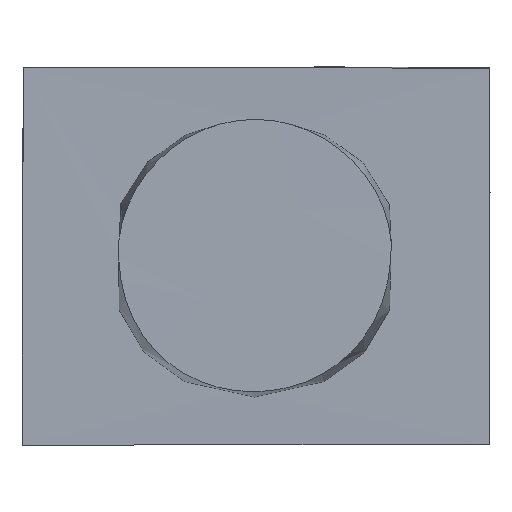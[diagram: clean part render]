
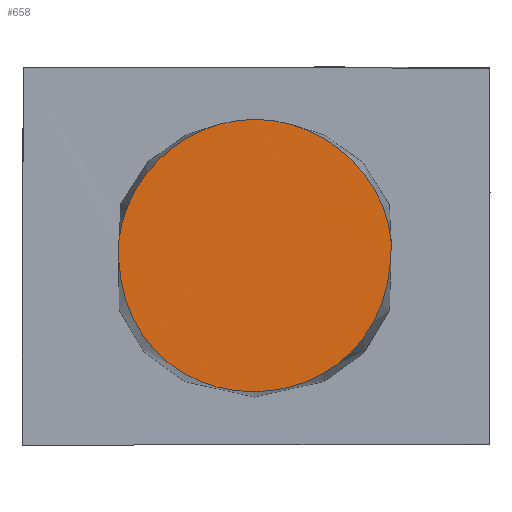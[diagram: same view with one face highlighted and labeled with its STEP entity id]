
A CAD part, front view. The second image highlights one B-rep face of the part: STEP entity #658.
In plain terms, the highlighted free-form (B-spline) face has degree [3, 3] with [4, 4] control points.
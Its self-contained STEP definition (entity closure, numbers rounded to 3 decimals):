
#570 = B_SPLINE_SURFACE_WITH_KNOTS('',3,3,(
    (#571,#572,#573,#574)
    ,(#575,#576,#577,#578)
    ,(#579,#580,#581,#582)
    ,(#583,#584,#585,#586
    )),.UNSPECIFIED.,.F.,.F.,.F.,(4,4),(4,4),(0.,1.),(0.,1.),
  .PIECEWISE_BEZIER_KNOTS.);
#571 = CARTESIAN_POINT('',(0.609,0.036,
    -0.014));
#572 = CARTESIAN_POINT('',(0.604,-0.301,
    -0.019));
#573 = CARTESIAN_POINT('',(0.604,-0.644,
    -0.012));
#574 = CARTESIAN_POINT('',(0.614,-0.978,
    -0.009));
#575 = CARTESIAN_POINT('',(0.614,0.05,
    0.786));
#576 = CARTESIAN_POINT('',(0.63,-0.292,0.791)
  );
#577 = CARTESIAN_POINT('',(0.618,-0.631,0.79
    ));
#578 = CARTESIAN_POINT('',(0.621,-0.962,0.783)
  );
#579 = CARTESIAN_POINT('',(-0.625,0.037,
    0.782));
#580 = CARTESIAN_POINT('',(-0.638,-0.304,
    0.79));
#581 = CARTESIAN_POINT('',(-0.628,-0.628,
    0.784));
#582 = CARTESIAN_POINT('',(-0.627,-0.984,
    0.795));
#583 = CARTESIAN_POINT('',(-0.623,0.035,
    -0.008));
#584 = CARTESIAN_POINT('',(-0.617,-0.295,
    -0.013));
#585 = CARTESIAN_POINT('',(-0.621,-0.647,
    -0.013));
#586 = CARTESIAN_POINT('',(-0.622,-0.973,
    -0.011));
#632 = B_SPLINE_SURFACE_WITH_KNOTS('',3,3,(
    (#633,#634,#635,#636)
    ,(#637,#638,#639,#640)
    ,(#641,#642,#643,#644)
    ,(#645,#646,#647,#648
    )),.UNSPECIFIED.,.F.,.F.,.F.,(4,4),(4,4),(0.,1.),(0.,1.),
  .PIECEWISE_BEZIER_KNOTS.);
#633 = CARTESIAN_POINT('',(-0.621,0.06,
    0.004));
#634 = CARTESIAN_POINT('',(-0.621,-0.275,
    0.014));
#635 = CARTESIAN_POINT('',(-0.62,-0.625,
    0.009));
#636 = CARTESIAN_POINT('',(-0.625,-0.953,
    0.008));
#637 = CARTESIAN_POINT('',(-0.645,0.055,
    -0.801));
#638 = CARTESIAN_POINT('',(-0.646,-0.29,
    -0.804));
#639 = CARTESIAN_POINT('',(-0.648,-0.611,
    -0.804));
#640 = CARTESIAN_POINT('',(-0.641,-0.971,
    -0.799));
#641 = CARTESIAN_POINT('',(0.628,0.059,
    -0.8));
#642 = CARTESIAN_POINT('',(0.635,-0.283,
    -0.804));
#643 = CARTESIAN_POINT('',(0.632,-0.624,
    -0.793));
#644 = CARTESIAN_POINT('',(0.625,-0.96,
    -0.801));
#645 = CARTESIAN_POINT('',(0.608,0.05,
    0.009));
#646 = CARTESIAN_POINT('',(0.606,-0.287,
    0.013));
#647 = CARTESIAN_POINT('',(0.599,-0.634,
    0.012));
#648 = CARTESIAN_POINT('',(0.607,-0.967,
    0.012));
#658 = ADVANCED_FACE('',(#659),#674,.T.);
#659 = FACE_BOUND('',#660,.F.);
#660 = EDGE_LOOP('',(#661,#709));
#661 = ORIENTED_EDGE('',*,*,#662,.T.);
#662 = EDGE_CURVE('',#663,#665,#667,.T.);
#663 = VERTEX_POINT('',#664);
#664 = CARTESIAN_POINT('',(0.576,-0.936,
    -0.007));
#665 = VERTEX_POINT('',#666);
#666 = CARTESIAN_POINT('',(-0.589,-0.933,
    -0.004));
#667 = SURFACE_CURVE('',#668,(#673,#699),.PCURVE_S1.);
#668 = B_SPLINE_CURVE_WITH_KNOTS('',3,(#669,#670,#671,#672),
  .UNSPECIFIED.,.F.,.F.,(4,4),(0.,1.),.PIECEWISE_BEZIER_KNOTS.);
#669 = CARTESIAN_POINT('',(0.576,-0.936,
    -0.007));
#670 = CARTESIAN_POINT('',(0.525,-0.934,
    -0.765));
#671 = CARTESIAN_POINT('',(-0.553,-0.94,
    -0.767));
#672 = CARTESIAN_POINT('',(-0.589,-0.933,
    -0.004));
#673 = PCURVE('',#674,#691);
#674 = B_SPLINE_SURFACE_WITH_KNOTS('',3,3,(
    (#675,#676,#677,#678)
    ,(#679,#680,#681,#682)
    ,(#683,#684,#685,#686)
    ,(#687,#688,#689,#690
    )),.UNSPECIFIED.,.F.,.F.,.F.,(4,4),(4,4),(0.,1.),(0.,1.),
  .PIECEWISE_BEZIER_KNOTS.);
#675 = CARTESIAN_POINT('',(-0.595,-0.936,
    -0.606));
#676 = CARTESIAN_POINT('',(-0.597,-0.937,
    -0.203));
#677 = CARTESIAN_POINT('',(-0.596,-0.933,
    0.203));
#678 = CARTESIAN_POINT('',(-0.597,-0.934,
    0.606));
#679 = CARTESIAN_POINT('',(-0.192,-0.933,-0.603
    ));
#680 = CARTESIAN_POINT('',(-0.19,-0.939,
    -0.193));
#681 = CARTESIAN_POINT('',(-0.184,-0.93,
    0.198));
#682 = CARTESIAN_POINT('',(-0.194,-0.935,
    0.607));
#683 = CARTESIAN_POINT('',(0.218,-0.938,
    -0.597));
#684 = CARTESIAN_POINT('',(0.22,-0.936,
    -0.205));
#685 = CARTESIAN_POINT('',(0.213,-0.938,0.205
    ));
#686 = CARTESIAN_POINT('',(0.219,-0.933,0.603
    ));
#687 = CARTESIAN_POINT('',(0.624,-0.936,
    -0.605));
#688 = CARTESIAN_POINT('',(0.62,-0.932,
    -0.199));
#689 = CARTESIAN_POINT('',(0.628,-0.933,0.204
    ));
#690 = CARTESIAN_POINT('',(0.621,-0.932,0.606
    ));
#691 = DEFINITIONAL_REPRESENTATION('',(#692),#698);
#692 = B_SPLINE_CURVE_WITH_KNOTS('',4,(#693,#694,#695,#696,#697),
  .UNSPECIFIED.,.F.,.F.,(5,5),(0.,1.),.PIECEWISE_BEZIER_KNOTS.);
#693 = CARTESIAN_POINT('',(0.961,0.493));
#694 = CARTESIAN_POINT('',(0.931,0.023));
#695 = CARTESIAN_POINT('',(0.477,-0.139));
#696 = CARTESIAN_POINT('',(0.028,0.025));
#697 = CARTESIAN_POINT('',(0.006,0.497));
#698 = ( GEOMETRIC_REPRESENTATION_CONTEXT(2) 
PARAMETRIC_REPRESENTATION_CONTEXT() REPRESENTATION_CONTEXT('2D SPACE',''
  ) );
#699 = PCURVE('',#632,#700);
#700 = DEFINITIONAL_REPRESENTATION('',(#701),#708);
#701 = B_SPLINE_CURVE_WITH_KNOTS('',5,(#702,#703,#704,#705,#706,#707),
  .UNSPECIFIED.,.F.,.F.,(6,6),(0.,1.),.PIECEWISE_BEZIER_KNOTS.);
#702 = CARTESIAN_POINT('',(0.992,0.969));
#703 = CARTESIAN_POINT('',(0.802,0.971));
#704 = CARTESIAN_POINT('',(0.532,0.973));
#705 = CARTESIAN_POINT('',(0.463,0.973));
#706 = CARTESIAN_POINT('',(0.196,0.974));
#707 = CARTESIAN_POINT('',(0.005,0.98));
#708 = ( GEOMETRIC_REPRESENTATION_CONTEXT(2) 
PARAMETRIC_REPRESENTATION_CONTEXT() REPRESENTATION_CONTEXT('2D SPACE',''
  ) );
#709 = ORIENTED_EDGE('',*,*,#710,.T.);
#710 = EDGE_CURVE('',#665,#663,#711,.T.);
#711 = SURFACE_CURVE('',#712,(#718,#727),.PCURVE_S1.);
#712 = B_SPLINE_CURVE_WITH_KNOTS('',4,(#713,#714,#715,#716,#717),
  .UNSPECIFIED.,.F.,.F.,(5,5),(0.,1.),.PIECEWISE_BEZIER_KNOTS.);
#713 = CARTESIAN_POINT('',(-0.589,-0.933,
    -0.004));
#714 = CARTESIAN_POINT('',(-0.619,-0.932,
    0.45));
#715 = CARTESIAN_POINT('',(-0.01,-0.936,
    0.975));
#716 = CARTESIAN_POINT('',(0.621,-0.931,0.446
    ));
#717 = CARTESIAN_POINT('',(0.576,-0.936,
    -0.007));
#718 = PCURVE('',#674,#719);
#719 = DEFINITIONAL_REPRESENTATION('',(#720),#726);
#720 = B_SPLINE_CURVE_WITH_KNOTS('',4,(#721,#722,#723,#724,#725),
  .UNSPECIFIED.,.F.,.F.,(5,5),(0.,1.),.PIECEWISE_BEZIER_KNOTS.);
#721 = CARTESIAN_POINT('',(0.006,0.497));
#722 = CARTESIAN_POINT('',(-0.018,0.871));
#723 = CARTESIAN_POINT('',(0.483,1.307));
#724 = CARTESIAN_POINT('',(0.997,0.867));
#725 = CARTESIAN_POINT('',(0.961,0.493));
#726 = ( GEOMETRIC_REPRESENTATION_CONTEXT(2) 
PARAMETRIC_REPRESENTATION_CONTEXT() REPRESENTATION_CONTEXT('2D SPACE',''
  ) );
#727 = PCURVE('',#570,#728);
#728 = DEFINITIONAL_REPRESENTATION('',(#729),#736);
#729 = B_SPLINE_CURVE_WITH_KNOTS('',5,(#730,#731,#732,#733,#734,#735),
  .UNSPECIFIED.,.F.,.F.,(6,6),(0.,1.),.PIECEWISE_BEZIER_KNOTS.);
#730 = CARTESIAN_POINT('',(0.997,0.959));
#731 = CARTESIAN_POINT('',(0.845,0.955));
#732 = CARTESIAN_POINT('',(0.532,0.956));
#733 = CARTESIAN_POINT('',(0.469,0.968));
#734 = CARTESIAN_POINT('',(0.154,0.961));
#735 = CARTESIAN_POINT('',(0.001,0.957));
#736 = ( GEOMETRIC_REPRESENTATION_CONTEXT(2) 
PARAMETRIC_REPRESENTATION_CONTEXT() REPRESENTATION_CONTEXT('2D SPACE',''
  ) );
